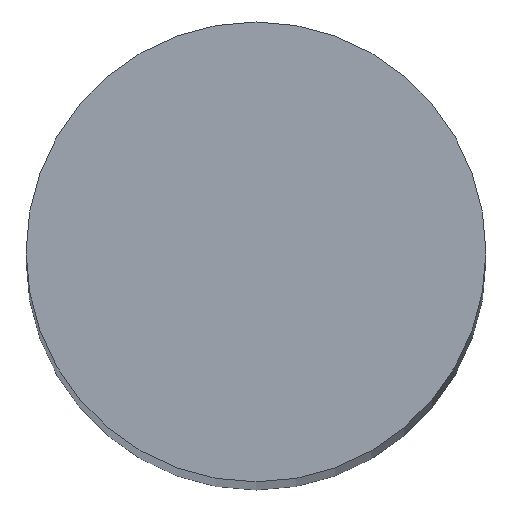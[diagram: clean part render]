
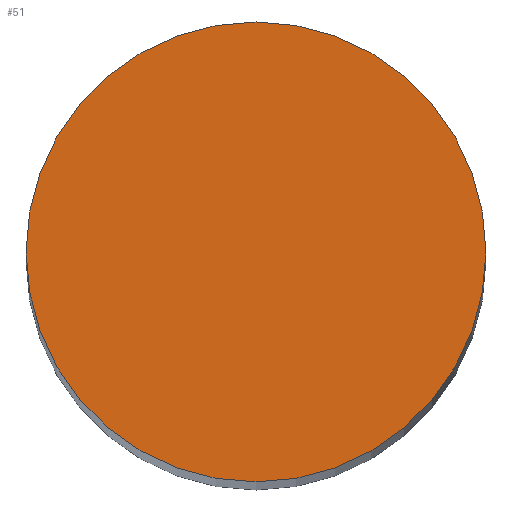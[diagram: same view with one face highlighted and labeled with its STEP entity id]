
A CAD part, top view. The second image highlights one B-rep face of the part: STEP entity #51.
In plain terms, the highlighted planar face has unit normal (0, 0, 1).
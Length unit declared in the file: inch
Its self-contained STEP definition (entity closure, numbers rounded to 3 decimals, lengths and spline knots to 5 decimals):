
#16=PLANE('',#78);
#19=FACE_OUTER_BOUND('',#22,.T.);
#22=EDGE_LOOP('',(#46,#47));
#26=CIRCLE('',#74,0.02953);
#27=CIRCLE('',#75,0.02953);
#31=VERTEX_POINT('',#101);
#32=VERTEX_POINT('',#103);
#35=EDGE_CURVE('',#31,#32,#26,.T.);
#36=EDGE_CURVE('',#32,#31,#27,.T.);
#46=ORIENTED_EDGE('',*,*,#36,.F.);
#47=ORIENTED_EDGE('',*,*,#35,.F.);
#51=ADVANCED_FACE('',(#19),#16,.F.);
#74=AXIS2_PLACEMENT_3D('',#104,#86,#87);
#75=AXIS2_PLACEMENT_3D('',#105,#88,#89);
#78=AXIS2_PLACEMENT_3D('',#108,#94,#95);
#86=DIRECTION('center_axis',(0.,0.,-1.));
#87=DIRECTION('ref_axis',(-1.,0.,0.));
#88=DIRECTION('center_axis',(0.,0.,-1.));
#89=DIRECTION('ref_axis',(-1.,0.,0.));
#94=DIRECTION('center_axis',(0.,0.,-1.));
#95=DIRECTION('ref_axis',(-1.,0.,0.));
#101=CARTESIAN_POINT('',(0.02953,0.,0.29921));
#103=CARTESIAN_POINT('',(-0.02953,0.,0.29921));
#104=CARTESIAN_POINT('Origin',(0.,0.,0.29921));
#105=CARTESIAN_POINT('Origin',(0.,0.,0.29921));
#108=CARTESIAN_POINT('Origin',(0.,0.,0.29921));
